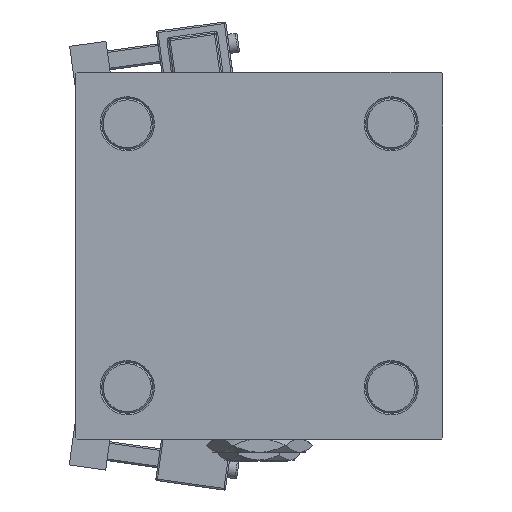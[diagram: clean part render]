
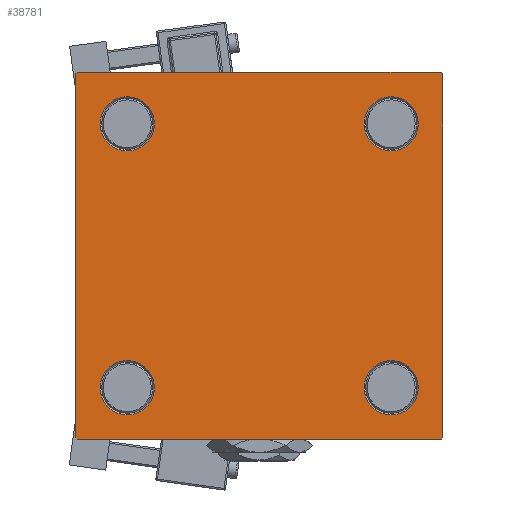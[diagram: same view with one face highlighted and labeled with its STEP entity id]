
A CAD part, left-side view. The second image highlights one B-rep face of the part: STEP entity #38781.
In plain terms, the highlighted planar face has unit normal (-1, 0, 0).
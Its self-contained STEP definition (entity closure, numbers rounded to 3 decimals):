
#857 = AXIS2_PLACEMENT_3D ( 'NONE', #3716, #15964, #24475 ) ;
#1513 = ORIENTED_EDGE ( 'NONE', *, *, #30917, .T. ) ;
#1676 = AXIS2_PLACEMENT_3D ( 'NONE', #36594, #23546, #5626 ) ;
#2012 = CARTESIAN_POINT ( 'NONE',  ( 0., 41.35, -41.35 ) ) ;
#2786 = CARTESIAN_POINT ( 'NONE',  ( 0., 57.5, -57.5 ) ) ;
#2821 = LINE ( 'NONE', #3108, #53555 ) ;
#2954 = VERTEX_POINT ( 'NONE', #3354 ) ;
#3108 = CARTESIAN_POINT ( 'NONE',  ( 0., 57.5, 57.5 ) ) ;
#3112 = EDGE_CURVE ( 'NONE', #17237, #9774, #30064, .T. ) ;
#3354 = CARTESIAN_POINT ( 'NONE',  ( 0., 41.35, -49.85 ) ) ;
#3716 = CARTESIAN_POINT ( 'NONE',  ( 0., -41.35, 41.35 ) ) ;
#3749 = VERTEX_POINT ( 'NONE', #53927 ) ;
#3923 = ORIENTED_EDGE ( 'NONE', *, *, #32092, .T. ) ;
#4258 = CARTESIAN_POINT ( 'NONE',  ( 0., 57.5, 57. ) ) ;
#5016 = CARTESIAN_POINT ( 'NONE',  ( 0., -41.35, -49.85 ) ) ;
#5088 = CARTESIAN_POINT ( 'NONE',  ( 0., -57., -57.5 ) ) ;
#5356 = FACE_OUTER_BOUND ( 'NONE', #6725, .T. ) ;
#5399 = CARTESIAN_POINT ( 'NONE',  ( 0., 57.25, -57.25 ) ) ;
#5553 = CARTESIAN_POINT ( 'NONE',  ( 0., 41.35, -41.35 ) ) ;
#5626 = DIRECTION ( 'NONE',  ( 0., 0., 1. ) ) ;
#6009 = CIRCLE ( 'NONE', #16011, 8.5 ) ;
#6459 = FACE_BOUND ( 'NONE', #19388, .T. ) ;
#6725 = EDGE_LOOP ( 'NONE', ( #32109, #24650, #35546, #3923, #30424, #51001, #25559, #16388 ) ) ;
#6976 = DIRECTION ( 'NONE',  ( 0., 0., 1. ) ) ;
#7079 = EDGE_CURVE ( 'NONE', #3749, #20722, #33015, .T. ) ;
#7985 = VECTOR ( 'NONE', #54183, 1000. ) ;
#8515 = AXIS2_PLACEMENT_3D ( 'NONE', #29196, #21827, #47068 ) ;
#8521 = CARTESIAN_POINT ( 'NONE',  ( 0., 57.5, -57. ) ) ;
#8704 = CARTESIAN_POINT ( 'NONE',  ( 0., -41.35, 32.85 ) ) ;
#9048 = EDGE_LOOP ( 'NONE', ( #42008, #1513 ) ) ;
#9676 = CARTESIAN_POINT ( 'NONE',  ( 0., -41.35, -41.35 ) ) ;
#9685 = DIRECTION ( 'NONE',  ( 0., 0.707, -0.707 ) ) ;
#9774 = VERTEX_POINT ( 'NONE', #22161 ) ;
#9800 = CARTESIAN_POINT ( 'NONE',  ( 0., -57.25, 57.25 ) ) ;
#10373 = CIRCLE ( 'NONE', #24892, 8.5 ) ;
#11047 = ORIENTED_EDGE ( 'NONE', *, *, #21131, .T. ) ;
#11102 = CARTESIAN_POINT ( 'NONE',  ( 0., -57.25, -57.25 ) ) ;
#11370 = ORIENTED_EDGE ( 'NONE', *, *, #27525, .T. ) ;
#11762 = CIRCLE ( 'NONE', #56170, 8.5 ) ;
#12285 = VECTOR ( 'NONE', #9685, 1000. ) ;
#12841 = VERTEX_POINT ( 'NONE', #47821 ) ;
#13413 = DIRECTION ( 'NONE',  ( 0., 0., 1. ) ) ;
#13443 = VERTEX_POINT ( 'NONE', #5088 ) ;
#15027 = PLANE ( 'NONE',  #1676 ) ;
#15964 = DIRECTION ( 'NONE',  ( 1., 0., 0. ) ) ;
#16011 = AXIS2_PLACEMENT_3D ( 'NONE', #43217, #38408, #20526 ) ;
#16203 = DIRECTION ( 'NONE',  ( 0., 0., -1. ) ) ;
#16388 = ORIENTED_EDGE ( 'NONE', *, *, #29264, .T. ) ;
#16410 = EDGE_LOOP ( 'NONE', ( #11370, #49402 ) ) ;
#17237 = VERTEX_POINT ( 'NONE', #34835 ) ;
#17674 = LINE ( 'NONE', #48585, #12285 ) ;
#17773 = DIRECTION ( 'NONE',  ( 1., 0., 0. ) ) ;
#18441 = FACE_BOUND ( 'NONE', #41985, .T. ) ;
#18969 = DIRECTION ( 'NONE',  ( 0., 0., -1. ) ) ;
#19060 = VERTEX_POINT ( 'NONE', #8704 ) ;
#19279 = FACE_BOUND ( 'NONE', #16410, .T. ) ;
#19359 = DIRECTION ( 'NONE',  ( 0., 0., 1. ) ) ;
#19388 = EDGE_LOOP ( 'NONE', ( #11047, #29543 ) ) ;
#19536 = EDGE_CURVE ( 'NONE', #38884, #26373, #47392, .T. ) ;
#19830 = CIRCLE ( 'NONE', #38889, 8.5 ) ;
#20443 = ORIENTED_EDGE ( 'NONE', *, *, #7079, .T. ) ;
#20465 = CARTESIAN_POINT ( 'NONE',  ( 0., 41.35, 49.85 ) ) ;
#20526 = DIRECTION ( 'NONE',  ( 0., 0., 1. ) ) ;
#20587 = VECTOR ( 'NONE', #28405, 1000. ) ;
#20722 = VERTEX_POINT ( 'NONE', #20465 ) ;
#21131 = EDGE_CURVE ( 'NONE', #24554, #51062, #19830, .T. ) ;
#21724 = EDGE_CURVE ( 'NONE', #41091, #19060, #54342, .T. ) ;
#21733 = VECTOR ( 'NONE', #52822, 1000. ) ;
#21749 = DIRECTION ( 'NONE',  ( 0., 0., 1. ) ) ;
#21827 = DIRECTION ( 'NONE',  ( 1., 0., 0. ) ) ;
#22161 = CARTESIAN_POINT ( 'NONE',  ( 0., -57.5, -57. ) ) ;
#22274 = VERTEX_POINT ( 'NONE', #27761 ) ;
#22864 = EDGE_CURVE ( 'NONE', #51062, #24554, #11762, .T. ) ;
#23274 = FACE_BOUND ( 'NONE', #9048, .T. ) ;
#23546 = DIRECTION ( 'NONE',  ( -1., 0., 0. ) ) ;
#24475 = DIRECTION ( 'NONE',  ( 0., 0., 1. ) ) ;
#24554 = VERTEX_POINT ( 'NONE', #43645 ) ;
#24650 = ORIENTED_EDGE ( 'NONE', *, *, #40915, .T. ) ;
#24892 = AXIS2_PLACEMENT_3D ( 'NONE', #5553, #35685, #26312 ) ;
#25559 = ORIENTED_EDGE ( 'NONE', *, *, #44018, .F. ) ;
#26312 = DIRECTION ( 'NONE',  ( 0., 0., 1. ) ) ;
#26373 = VERTEX_POINT ( 'NONE', #8521 ) ;
#27432 = AXIS2_PLACEMENT_3D ( 'NONE', #33414, #50979, #6976 ) ;
#27458 = CARTESIAN_POINT ( 'NONE',  ( 0., 57., -57.5 ) ) ;
#27525 = EDGE_CURVE ( 'NONE', #45062, #2954, #10373, .T. ) ;
#27761 = CARTESIAN_POINT ( 'NONE',  ( 0., 57., 57.5 ) ) ;
#28349 = LINE ( 'NONE', #2786, #7985 ) ;
#28405 = DIRECTION ( 'NONE',  ( 0., -0.707, 0.707 ) ) ;
#28691 = LINE ( 'NONE', #11102, #20587 ) ;
#28911 = VECTOR ( 'NONE', #35662, 1000. ) ;
#29196 = CARTESIAN_POINT ( 'NONE',  ( 0., 41.35, 41.35 ) ) ;
#29264 = EDGE_CURVE ( 'NONE', #22274, #38884, #17674, .T. ) ;
#29543 = ORIENTED_EDGE ( 'NONE', *, *, #22864, .T. ) ;
#30064 = LINE ( 'NONE', #43392, #55654 ) ;
#30424 = ORIENTED_EDGE ( 'NONE', *, *, #3112, .F. ) ;
#30716 = DIRECTION ( 'NONE',  ( 1., 0., 0. ) ) ;
#30844 = LINE ( 'NONE', #9800, #28911 ) ;
#30917 = EDGE_CURVE ( 'NONE', #19060, #41091, #6009, .T. ) ;
#32092 = EDGE_CURVE ( 'NONE', #13443, #9774, #28691, .T. ) ;
#32109 = ORIENTED_EDGE ( 'NONE', *, *, #19536, .T. ) ;
#32160 = EDGE_CURVE ( 'NONE', #2954, #45062, #52313, .T. ) ;
#32378 = ORIENTED_EDGE ( 'NONE', *, *, #54231, .T. ) ;
#32856 = CIRCLE ( 'NONE', #27432, 8.5 ) ;
#33015 = CIRCLE ( 'NONE', #8515, 8.5 ) ;
#33414 = CARTESIAN_POINT ( 'NONE',  ( 0., 41.35, 41.35 ) ) ;
#34835 = CARTESIAN_POINT ( 'NONE',  ( 0., -57.5, 57. ) ) ;
#34999 = CARTESIAN_POINT ( 'NONE',  ( 0., 41.35, -32.85 ) ) ;
#35117 = AXIS2_PLACEMENT_3D ( 'NONE', #2012, #46274, #19359 ) ;
#35546 = ORIENTED_EDGE ( 'NONE', *, *, #39040, .T. ) ;
#35662 = DIRECTION ( 'NONE',  ( 0., 0.707, 0.707 ) ) ;
#35685 = DIRECTION ( 'NONE',  ( 1., 0., 0. ) ) ;
#36128 = VECTOR ( 'NONE', #16203, 1000. ) ;
#36594 = CARTESIAN_POINT ( 'NONE',  ( 0., 0., 0. ) ) ;
#38408 = DIRECTION ( 'NONE',  ( 1., 0., 0. ) ) ;
#38620 = CARTESIAN_POINT ( 'NONE',  ( 0., 57.5, 57.5 ) ) ;
#38781 = ADVANCED_FACE ( 'NONE', ( #23274, #6459, #19279, #18441, #5356 ), #15027, .T. ) ;
#38884 = VERTEX_POINT ( 'NONE', #4258 ) ;
#38889 = AXIS2_PLACEMENT_3D ( 'NONE', #39890, #17773, #21749 ) ;
#39040 = EDGE_CURVE ( 'NONE', #47918, #13443, #28349, .T. ) ;
#39584 = EDGE_CURVE ( 'NONE', #17237, #12841, #30844, .T. ) ;
#39890 = CARTESIAN_POINT ( 'NONE',  ( 0., -41.35, -41.35 ) ) ;
#40915 = EDGE_CURVE ( 'NONE', #26373, #47918, #52557, .T. ) ;
#41091 = VERTEX_POINT ( 'NONE', #55037 ) ;
#41985 = EDGE_LOOP ( 'NONE', ( #32378, #20443 ) ) ;
#42008 = ORIENTED_EDGE ( 'NONE', *, *, #21724, .T. ) ;
#43217 = CARTESIAN_POINT ( 'NONE',  ( 0., -41.35, 41.35 ) ) ;
#43392 = CARTESIAN_POINT ( 'NONE',  ( 0., -57.5, 57.5 ) ) ;
#43645 = CARTESIAN_POINT ( 'NONE',  ( 0., -41.35, -32.85 ) ) ;
#44018 = EDGE_CURVE ( 'NONE', #22274, #12841, #2821, .T. ) ;
#45062 = VERTEX_POINT ( 'NONE', #34999 ) ;
#46274 = DIRECTION ( 'NONE',  ( 1., 0., 0. ) ) ;
#47068 = DIRECTION ( 'NONE',  ( 0., 0., 1. ) ) ;
#47392 = LINE ( 'NONE', #38620, #36128 ) ;
#47821 = CARTESIAN_POINT ( 'NONE',  ( 0., -57., 57.5 ) ) ;
#47918 = VERTEX_POINT ( 'NONE', #27458 ) ;
#48585 = CARTESIAN_POINT ( 'NONE',  ( 0., 57.25, 57.25 ) ) ;
#49402 = ORIENTED_EDGE ( 'NONE', *, *, #32160, .T. ) ;
#50979 = DIRECTION ( 'NONE',  ( 1., 0., 0. ) ) ;
#51001 = ORIENTED_EDGE ( 'NONE', *, *, #39584, .T. ) ;
#51062 = VERTEX_POINT ( 'NONE', #5016 ) ;
#52313 = CIRCLE ( 'NONE', #35117, 8.5 ) ;
#52557 = LINE ( 'NONE', #5399, #21733 ) ;
#52822 = DIRECTION ( 'NONE',  ( 0., -0.707, -0.707 ) ) ;
#53555 = VECTOR ( 'NONE', #54501, 1000. ) ;
#53927 = CARTESIAN_POINT ( 'NONE',  ( 0., 41.35, 32.85 ) ) ;
#54183 = DIRECTION ( 'NONE',  ( 0., -1., 0. ) ) ;
#54231 = EDGE_CURVE ( 'NONE', #20722, #3749, #32856, .T. ) ;
#54342 = CIRCLE ( 'NONE', #857, 8.5 ) ;
#54501 = DIRECTION ( 'NONE',  ( 0., -1., 0. ) ) ;
#55037 = CARTESIAN_POINT ( 'NONE',  ( 0., -41.35, 49.85 ) ) ;
#55654 = VECTOR ( 'NONE', #18969, 1000. ) ;
#56170 = AXIS2_PLACEMENT_3D ( 'NONE', #9676, #30716, #13413 ) ;
